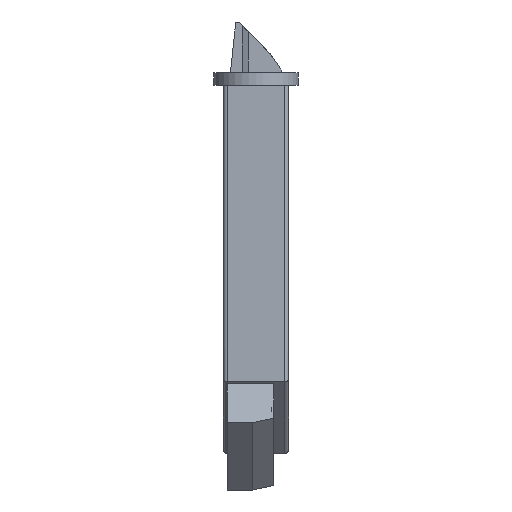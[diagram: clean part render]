
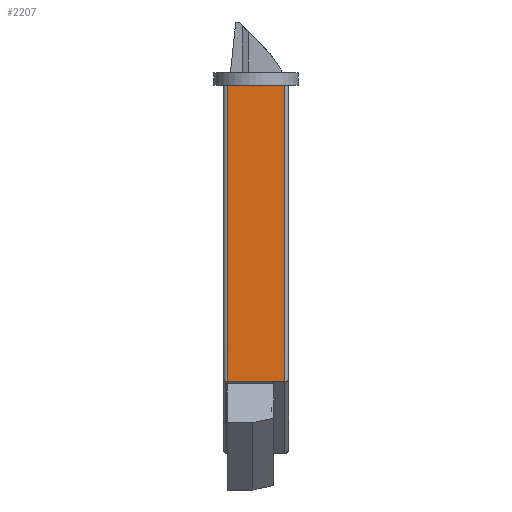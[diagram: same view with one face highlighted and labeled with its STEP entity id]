
A CAD part, front view. The second image highlights one B-rep face of the part: STEP entity #2207.
In plain terms, the highlighted planar face has unit normal (0, -1, 0).
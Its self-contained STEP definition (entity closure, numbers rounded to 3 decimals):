
#86 = VECTOR ( 'NONE', #11407, 1000. ) ;
#132 = ORIENTED_EDGE ( 'NONE', *, *, #8871, .T. ) ;
#297 = CARTESIAN_POINT ( 'NONE',  ( -6.75, -108., 57. ) ) ;
#480 = VERTEX_POINT ( 'NONE', #7082 ) ;
#1112 = VERTEX_POINT ( 'NONE', #297 ) ;
#1127 = CARTESIAN_POINT ( 'NONE',  ( 7.75, -108., -13. ) ) ;
#1173 = VECTOR ( 'NONE', #8307, 1000. ) ;
#1335 = CARTESIAN_POINT ( 'NONE',  ( 6.75, -108., 57. ) ) ;
#1819 = EDGE_LOOP ( 'NONE', ( #7325, #132, #7073, #7373 ) ) ;
#1882 = DIRECTION ( 'NONE',  ( 0., 1., 0. ) ) ;
#2207 = ADVANCED_FACE ( 'NONE', ( #9919 ), #9160, .F. ) ;
#2865 = CARTESIAN_POINT ( 'NONE',  ( 7.75, -108., -13. ) ) ;
#3168 = LINE ( 'NONE', #4744, #1173 ) ;
#3793 = VERTEX_POINT ( 'NONE', #11026 ) ;
#4115 = LINE ( 'NONE', #5871, #10912 ) ;
#4134 = EDGE_CURVE ( 'NONE', #3793, #480, #10885, .T. ) ;
#4645 = AXIS2_PLACEMENT_3D ( 'NONE', #1127, #1882, #8318 ) ;
#4744 = CARTESIAN_POINT ( 'NONE',  ( 7.75, -108., 57. ) ) ;
#5871 = CARTESIAN_POINT ( 'NONE',  ( -6.75, -108., -13. ) ) ;
#6850 = VERTEX_POINT ( 'NONE', #1335 ) ;
#7073 = ORIENTED_EDGE ( 'NONE', *, *, #4134, .F. ) ;
#7082 = CARTESIAN_POINT ( 'NONE',  ( -6.75, -108., -13. ) ) ;
#7325 = ORIENTED_EDGE ( 'NONE', *, *, #8041, .T. ) ;
#7373 = ORIENTED_EDGE ( 'NONE', *, *, #9393, .T. ) ;
#7948 = LINE ( 'NONE', #10475, #86 ) ;
#8041 = EDGE_CURVE ( 'NONE', #6850, #1112, #3168, .T. ) ;
#8307 = DIRECTION ( 'NONE',  ( -1., 0., 0. ) ) ;
#8315 = VECTOR ( 'NONE', #10022, 1000. ) ;
#8318 = DIRECTION ( 'NONE',  ( 0., 0., 1. ) ) ;
#8871 = EDGE_CURVE ( 'NONE', #1112, #480, #4115, .T. ) ;
#9160 = PLANE ( 'NONE',  #4645 ) ;
#9393 = EDGE_CURVE ( 'NONE', #3793, #6850, #7948, .T. ) ;
#9453 = DIRECTION ( 'NONE',  ( 0., 0., -1. ) ) ;
#9919 = FACE_OUTER_BOUND ( 'NONE', #1819, .T. ) ;
#10022 = DIRECTION ( 'NONE',  ( -1., 0., 0. ) ) ;
#10475 = CARTESIAN_POINT ( 'NONE',  ( 6.75, -108., -13. ) ) ;
#10885 = LINE ( 'NONE', #2865, #8315 ) ;
#10912 = VECTOR ( 'NONE', #9453, 1000. ) ;
#11026 = CARTESIAN_POINT ( 'NONE',  ( 6.75, -108., -13. ) ) ;
#11407 = DIRECTION ( 'NONE',  ( 0., 0., 1. ) ) ;
